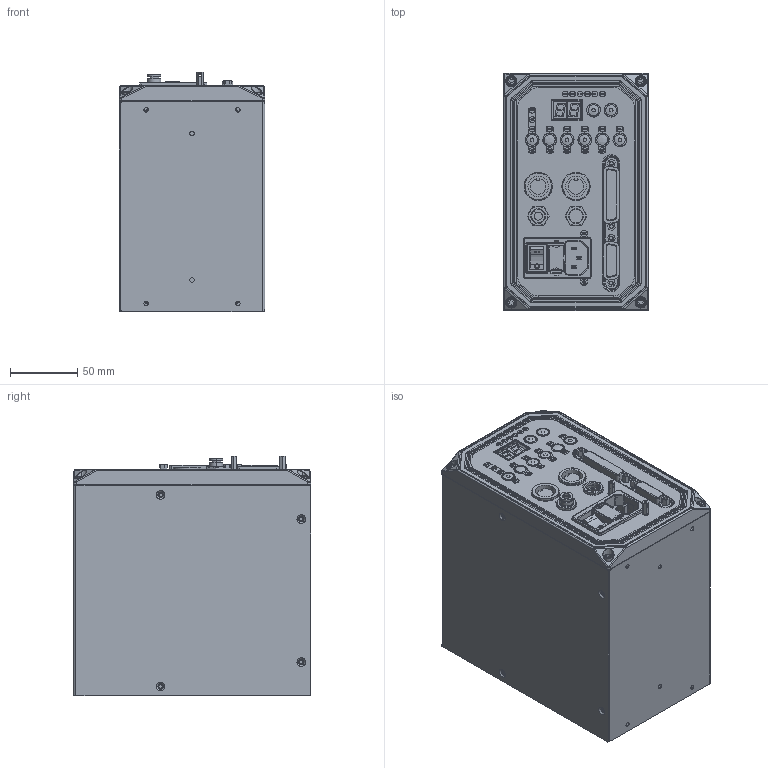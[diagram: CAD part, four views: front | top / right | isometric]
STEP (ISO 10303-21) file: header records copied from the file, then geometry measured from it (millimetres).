
FILE_DESCRIPTION (( 'STEP AP203' ), '1' );
FILE_NAME ('E2280_controller13.STEP', '2021-03-26T09:11:48', ( '' ), ( '' ), 'SwSTEP 2.0', 'SolidWorks 2017', '' );
FILE_SCHEMA (( 'CONFIG_CONTROL_DESIGN' ));
Products named in the file (1): E2280_controller13
Bounding box: 108 x 176 x 177.8 mm (x, y, z)
Surface area: 364964.1 mm2 (no closed solid volume)
Topology: 0 solids, 109 shells, 3679 faces, 9111 edges, 5717 vertices
Faces by surface type: plane 1594, cylinder 1054, bspline 687, cone 305, torus 36, sphere 3
Entity records: 127648 total; most frequent: CARTESIAN_POINT 44291, ORIENTED_EDGE 18020, DIRECTION 16143, EDGE_CURVE 9022, VERTEX_POINT 5717, AXIS2_PLACEMENT_3D 5669, LINE 4805, VECTOR 4805
